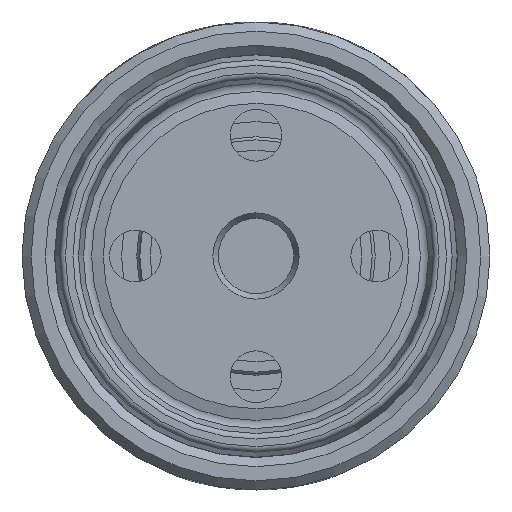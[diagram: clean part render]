
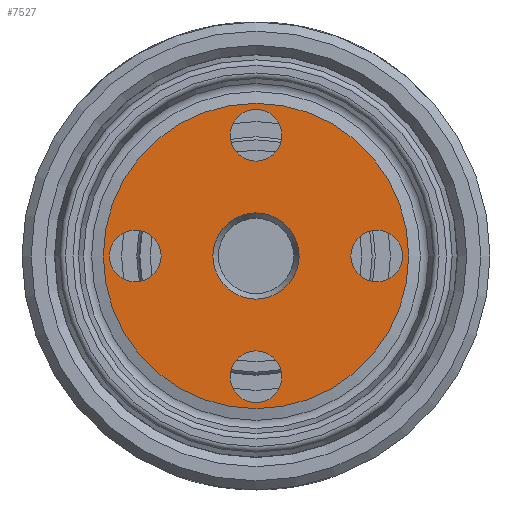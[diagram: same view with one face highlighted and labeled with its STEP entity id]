
A CAD part, left-side view. The second image highlights one B-rep face of the part: STEP entity #7527.
In plain terms, the highlighted planar face has unit normal (-1, 0, 0).
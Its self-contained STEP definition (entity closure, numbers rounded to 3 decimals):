
#135=FACE_BOUND('',#1812,.T.);
#136=FACE_BOUND('',#1813,.T.);
#137=FACE_BOUND('',#1814,.T.);
#138=FACE_BOUND('',#1815,.T.);
#139=FACE_BOUND('',#1816,.T.);
#894=PLANE('',#8042);
#1350=FACE_OUTER_BOUND('',#1811,.T.);
#1811=EDGE_LOOP('',(#6906,#6907));
#1812=EDGE_LOOP('',(#6908));
#1813=EDGE_LOOP('',(#6909));
#1814=EDGE_LOOP('',(#6910));
#1815=EDGE_LOOP('',(#6911));
#1816=EDGE_LOOP('',(#6912,#6913));
#2038=CIRCLE('',#7979,2.25);
#2041=CIRCLE('',#7983,2.25);
#2044=CIRCLE('',#7987,2.25);
#2047=CIRCLE('',#7991,2.25);
#2083=CIRCLE('',#8040,3.75);
#2084=CIRCLE('',#8041,3.75);
#2085=CIRCLE('',#8043,13.28);
#2086=CIRCLE('',#8044,13.28);
#3648=VERTEX_POINT('',#58767);
#3651=VERTEX_POINT('',#58775);
#3654=VERTEX_POINT('',#58783);
#3657=VERTEX_POINT('',#58791);
#3689=VERTEX_POINT('',#58878);
#3690=VERTEX_POINT('',#58880);
#3691=VERTEX_POINT('',#58884);
#3692=VERTEX_POINT('',#58885);
#4728=EDGE_CURVE('',#3648,#3648,#2038,.T.);
#4732=EDGE_CURVE('',#3651,#3651,#2041,.T.);
#4736=EDGE_CURVE('',#3654,#3654,#2044,.T.);
#4740=EDGE_CURVE('',#3657,#3657,#2047,.T.);
#4783=EDGE_CURVE('',#3689,#3690,#2083,.T.);
#4784=EDGE_CURVE('',#3690,#3689,#2084,.T.);
#4785=EDGE_CURVE('',#3691,#3692,#2085,.T.);
#4786=EDGE_CURVE('',#3692,#3691,#2086,.T.);
#6906=ORIENTED_EDGE('',*,*,#4785,.T.);
#6907=ORIENTED_EDGE('',*,*,#4786,.T.);
#6908=ORIENTED_EDGE('',*,*,#4728,.T.);
#6909=ORIENTED_EDGE('',*,*,#4732,.T.);
#6910=ORIENTED_EDGE('',*,*,#4736,.T.);
#6911=ORIENTED_EDGE('',*,*,#4740,.T.);
#6912=ORIENTED_EDGE('',*,*,#4784,.F.);
#6913=ORIENTED_EDGE('',*,*,#4783,.F.);
#7527=ADVANCED_FACE('',(#1350,#135,#136,#137,#138,#139),#894,.F.);
#7979=AXIS2_PLACEMENT_3D('',#58768,#9315,#9316);
#7983=AXIS2_PLACEMENT_3D('',#58776,#9324,#9325);
#7987=AXIS2_PLACEMENT_3D('',#58784,#9333,#9334);
#7991=AXIS2_PLACEMENT_3D('',#58792,#9342,#9343);
#8040=AXIS2_PLACEMENT_3D('',#58881,#9447,#9448);
#8041=AXIS2_PLACEMENT_3D('',#58882,#9449,#9450);
#8042=AXIS2_PLACEMENT_3D('',#58883,#9451,#9452);
#8043=AXIS2_PLACEMENT_3D('',#58886,#9453,#9454);
#8044=AXIS2_PLACEMENT_3D('',#58887,#9455,#9456);
#9315=DIRECTION('center_axis',(1.,0.,0.));
#9316=DIRECTION('ref_axis',(0.,0.,1.));
#9324=DIRECTION('center_axis',(1.,0.,0.));
#9325=DIRECTION('ref_axis',(0.,1.,0.));
#9333=DIRECTION('center_axis',(1.,0.,0.));
#9334=DIRECTION('ref_axis',(0.,0.,-1.));
#9342=DIRECTION('center_axis',(1.,0.,0.));
#9343=DIRECTION('ref_axis',(0.,-1.,0.));
#9447=DIRECTION('center_axis',(-1.,0.,0.));
#9448=DIRECTION('ref_axis',(0.,0.,-1.));
#9449=DIRECTION('center_axis',(-1.,0.,0.));
#9450=DIRECTION('ref_axis',(0.,0.,-1.));
#9451=DIRECTION('center_axis',(1.,0.,0.));
#9452=DIRECTION('ref_axis',(0.,-1.,0.));
#9453=DIRECTION('center_axis',(-1.,0.,0.));
#9454=DIRECTION('ref_axis',(0.,0.,-1.));
#9455=DIRECTION('center_axis',(-1.,0.,0.));
#9456=DIRECTION('ref_axis',(0.,0.,-1.));
#58767=CARTESIAN_POINT('',(7.26,-10.5,-2.25));
#58768=CARTESIAN_POINT('Origin',(7.26,-10.5,0.));
#58775=CARTESIAN_POINT('',(7.26,-2.25,10.5));
#58776=CARTESIAN_POINT('Origin',(7.26,0.,10.5));
#58783=CARTESIAN_POINT('',(7.26,10.5,2.25));
#58784=CARTESIAN_POINT('Origin',(7.26,10.5,0.));
#58791=CARTESIAN_POINT('',(7.26,2.25,-10.5));
#58792=CARTESIAN_POINT('Origin',(7.26,0.,-10.5));
#58878=CARTESIAN_POINT('',(7.26,0.,3.75));
#58880=CARTESIAN_POINT('',(7.26,0.,-3.75));
#58881=CARTESIAN_POINT('Origin',(7.26,0.,0.));
#58882=CARTESIAN_POINT('Origin',(7.26,0.,0.));
#58883=CARTESIAN_POINT('Origin',(7.26,0.,-8.515));
#58884=CARTESIAN_POINT('',(7.26,0.,-13.28));
#58885=CARTESIAN_POINT('',(7.26,0.,13.28));
#58886=CARTESIAN_POINT('Origin',(7.26,0.,0.));
#58887=CARTESIAN_POINT('Origin',(7.26,0.,0.));
